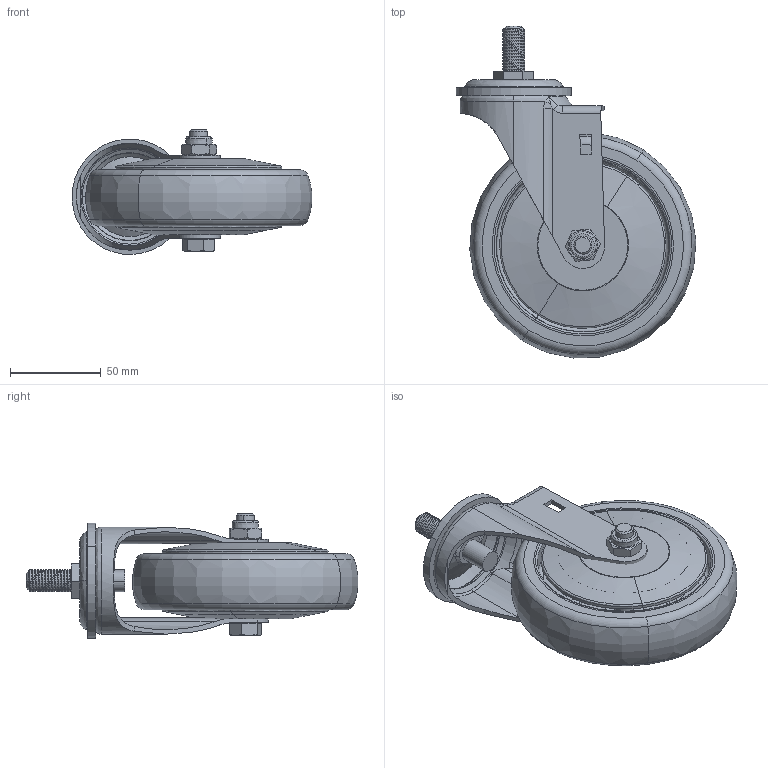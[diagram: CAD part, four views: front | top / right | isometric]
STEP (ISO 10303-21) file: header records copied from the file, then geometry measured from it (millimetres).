
FILE_DESCRIPTION (( 'STEP AP203' ), '1' );
FILE_NAME ('11390500175013.STEP', '2025-04-17T11:54:34', ( '20241006' ), ( '' ), 'SwSTEP 2.0', 'SolidWorks 2021', '' );
FILE_SCHEMA (( 'CONFIG_CONTROL_DESIGN' ));
Length unit declared in the file: millimetre
Products named in the file (11): 葩璃 (6) ^11390500455013.STEP; 葩璃 (4) ^11390500455013.STEP; ^5''''''''__________________.STEP_11390500455013.STEP; ^11390500455013.STEP; 葩璃 (3) ^11390500455013.STEP; 11390500175013; 5''''''''__________________.STEP^11390500455013.STEP; 葩璃 (2) ^11390500455013.STEP; 514___m_w10^5''''''''__________________.STEP_11390500455013.STEP; 葩璃 (2) 514___m_w10^5''''''''__________________.STEP_11390500455013.STEP; M12x29佪諶
Assembly tree (10 placements, depth 3):
  11390500175013
    5''''''''__________________.STEP^11390500455013.STEP
      514___m_w10^5''''''''__________________.STEP_11390500455013.STEP
      ^5''''''''__________________.STEP_11390500455013.STEP
      葩璃 (2) 514___m_w10^5''''''''__________________.STEP_11390500455013.STEP
    葩璃 (2) ^11390500455013.STEP
    葩璃 (3) ^11390500455013.STEP
    ^11390500455013.STEP
    葩璃 (4) ^11390500455013.STEP
    葩璃 (6) ^11390500455013.STEP
    M12x29佪諶
Bounding box: 132.27 x 183.15 x 68.81 mm (x, y, z)
Volume: 228445 mm3; surface area: 102699.6 mm2
Topology: 9 solids, 9 shells, 359 faces, 854 edges, 527 vertices
Faces by surface type: plane 108, cylinder 104, cone 77, bspline 56, torus 14
Entity records: 16265 total; most frequent: CARTESIAN_POINT 7168, ORIENTED_EDGE 1704, DIRECTION 1630, EDGE_CURVE 852, AXIS2_PLACEMENT_3D 642, VERTEX_POINT 527, EDGE_LOOP 395, FACE_OUTER_BOUND 359
